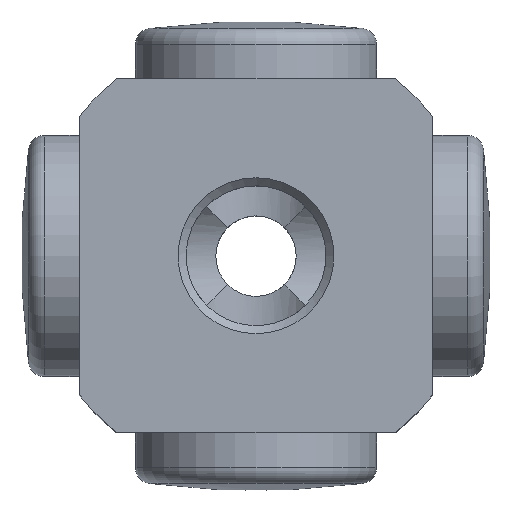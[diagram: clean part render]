
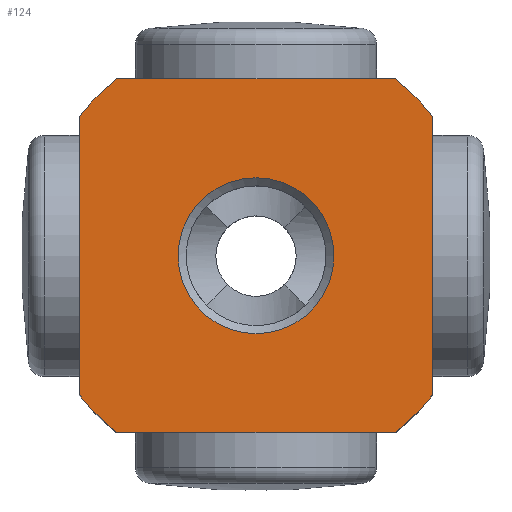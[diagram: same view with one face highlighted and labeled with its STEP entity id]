
A CAD part, top view. The second image highlights one B-rep face of the part: STEP entity #124.
In plain terms, the highlighted planar face has unit normal (0, 0, 1).
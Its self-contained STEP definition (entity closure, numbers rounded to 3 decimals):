
#124 = ADVANCED_FACE( '', ( #262, #263 ), #264, .T. );
#262 = FACE_BOUND( '', #439, .T. );
#263 = FACE_OUTER_BOUND( '', #440, .T. );
#264 = PLANE( '', #441 );
#439 = EDGE_LOOP( '', ( #838 ) );
#440 = EDGE_LOOP( '', ( #839, #840, #841, #842, #843, #844, #845, #846 ) );
#441 = AXIS2_PLACEMENT_3D( '', #847, #848, #849 );
#838 = ORIENTED_EDGE( '', *, *, #1034, .T. );
#839 = ORIENTED_EDGE( '', *, *, #1090, .T. );
#840 = ORIENTED_EDGE( '', *, *, #1091, .T. );
#841 = ORIENTED_EDGE( '', *, *, #1092, .T. );
#842 = ORIENTED_EDGE( '', *, *, #1093, .T. );
#843 = ORIENTED_EDGE( '', *, *, #1094, .T. );
#844 = ORIENTED_EDGE( '', *, *, #1095, .T. );
#845 = ORIENTED_EDGE( '', *, *, #1096, .T. );
#846 = ORIENTED_EDGE( '', *, *, #1097, .T. );
#847 = CARTESIAN_POINT( '', ( 0., 0., 0. ) );
#848 = DIRECTION( '', ( 0., 0., 1. ) );
#849 = DIRECTION( '', ( 1., 0., 0. ) );
#1034 = EDGE_CURVE( '', #1208, #1208, #1209, .F. );
#1090 = EDGE_CURVE( '', #1302, #1303, #1304, .T. );
#1091 = EDGE_CURVE( '', #1303, #1305, #1306, .T. );
#1092 = EDGE_CURVE( '', #1305, #1307, #1308, .T. );
#1093 = EDGE_CURVE( '', #1307, #1309, #1310, .T. );
#1094 = EDGE_CURVE( '', #1309, #1311, #1312, .T. );
#1095 = EDGE_CURVE( '', #1311, #1313, #1314, .T. );
#1096 = EDGE_CURVE( '', #1313, #1315, #1316, .T. );
#1097 = EDGE_CURVE( '', #1315, #1302, #1317, .T. );
#1208 = VERTEX_POINT( '', #1524 );
#1209 = CIRCLE( '', #1525, 4.85 );
#1302 = VERTEX_POINT( '', #1648 );
#1303 = VERTEX_POINT( '', #1649 );
#1304 = CIRCLE( '', #1650, 14. );
#1305 = VERTEX_POINT( '', #1651 );
#1306 = LINE( '', #1652, #1653 );
#1307 = VERTEX_POINT( '', #1654 );
#1308 = CIRCLE( '', #1655, 14. );
#1309 = VERTEX_POINT( '', #1656 );
#1310 = LINE( '', #1657, #1658 );
#1311 = VERTEX_POINT( '', #1659 );
#1312 = CIRCLE( '', #1660, 14. );
#1313 = VERTEX_POINT( '', #1661 );
#1314 = LINE( '', #1662, #1663 );
#1315 = VERTEX_POINT( '', #1664 );
#1316 = CIRCLE( '', #1665, 14. );
#1317 = LINE( '', #1666, #1667 );
#1524 = CARTESIAN_POINT( '', ( 4.85, 0., 0. ) );
#1525 = AXIS2_PLACEMENT_3D( '', #1815, #1816, #1817 );
#1648 = CARTESIAN_POINT( '', ( -11., -8.66, 0. ) );
#1649 = CARTESIAN_POINT( '', ( -8.66, -11., 0. ) );
#1650 = AXIS2_PLACEMENT_3D( '', #1923, #1924, #1925 );
#1651 = CARTESIAN_POINT( '', ( 8.66, -11., 0. ) );
#1652 = CARTESIAN_POINT( '', ( -8.66, -11., 0. ) );
#1653 = VECTOR( '', #1926, 1000. );
#1654 = CARTESIAN_POINT( '', ( 11., -8.66, 0. ) );
#1655 = AXIS2_PLACEMENT_3D( '', #1927, #1928, #1929 );
#1656 = CARTESIAN_POINT( '', ( 11., 8.66, 0. ) );
#1657 = CARTESIAN_POINT( '', ( 11., -8.66, 0. ) );
#1658 = VECTOR( '', #1930, 1000. );
#1659 = CARTESIAN_POINT( '', ( 8.66, 11., 0. ) );
#1660 = AXIS2_PLACEMENT_3D( '', #1931, #1932, #1933 );
#1661 = CARTESIAN_POINT( '', ( -8.66, 11., 0. ) );
#1662 = CARTESIAN_POINT( '', ( 8.66, 11., 0. ) );
#1663 = VECTOR( '', #1934, 1000. );
#1664 = CARTESIAN_POINT( '', ( -11., 8.66, 0. ) );
#1665 = AXIS2_PLACEMENT_3D( '', #1935, #1936, #1937 );
#1666 = CARTESIAN_POINT( '', ( -11., 8.66, 0. ) );
#1667 = VECTOR( '', #1938, 1000. );
#1815 = CARTESIAN_POINT( '', ( 0., 0., 0. ) );
#1816 = DIRECTION( '', ( 0., 0., 1. ) );
#1817 = DIRECTION( '', ( 1., 0., 0. ) );
#1923 = CARTESIAN_POINT( '', ( 0., 0., 0. ) );
#1924 = DIRECTION( '', ( 0., 0., 1. ) );
#1925 = DIRECTION( '', ( 1., 0., 0. ) );
#1926 = DIRECTION( '', ( 1., 0., 0. ) );
#1927 = CARTESIAN_POINT( '', ( 0., 0., 0. ) );
#1928 = DIRECTION( '', ( 0., 0., 1. ) );
#1929 = DIRECTION( '', ( 1., 0., 0. ) );
#1930 = DIRECTION( '', ( 0., 1., 0. ) );
#1931 = CARTESIAN_POINT( '', ( 0., 0., 0. ) );
#1932 = DIRECTION( '', ( 0., 0., 1. ) );
#1933 = DIRECTION( '', ( 1., 0., 0. ) );
#1934 = DIRECTION( '', ( -1., 0., 0. ) );
#1935 = CARTESIAN_POINT( '', ( 0., 0., 0. ) );
#1936 = DIRECTION( '', ( 0., 0., 1. ) );
#1937 = DIRECTION( '', ( 1., 0., 0. ) );
#1938 = DIRECTION( '', ( 0., -1., 0. ) );
